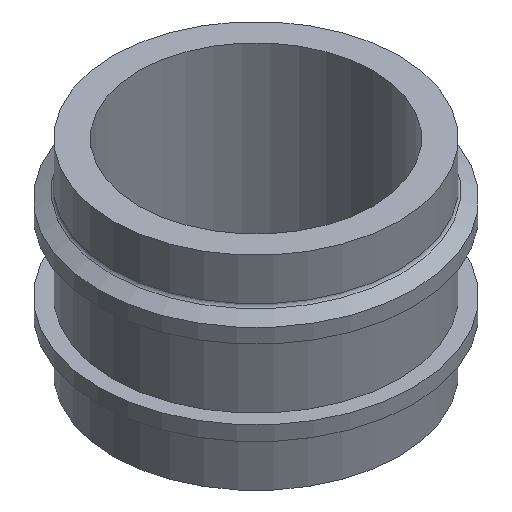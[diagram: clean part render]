
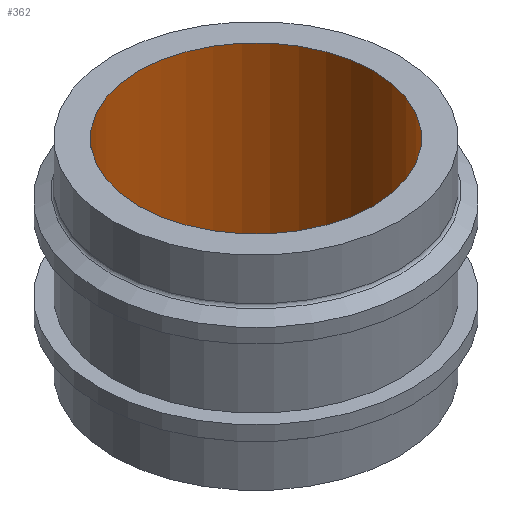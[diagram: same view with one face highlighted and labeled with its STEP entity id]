
A CAD part, isometric view. The second image highlights one B-rep face of the part: STEP entity #362.
In plain terms, the highlighted cylindrical face has radius 102.26 mm (diameter 204.521 mm), a full revolution.
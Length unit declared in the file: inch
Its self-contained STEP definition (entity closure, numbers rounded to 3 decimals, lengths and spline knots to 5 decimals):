
#9 = EDGE_LOOP ( 'NONE', ( #81 ) ) ;
#17 = CARTESIAN_POINT ( 'NONE',  ( 0., 0., 0. ) ) ;
#42 = CIRCLE ( 'NONE', #132, 4.026 ) ;
#77 = DIRECTION ( 'NONE',  ( 0., 0., 1. ) ) ;
#81 = ORIENTED_EDGE ( 'NONE', *, *, #108, .T. ) ;
#92 = CARTESIAN_POINT ( 'NONE',  ( 4.026, 0., -3.5 ) ) ;
#105 = VERTEX_POINT ( 'NONE', #92 ) ;
#108 = EDGE_CURVE ( 'NONE', #191, #191, #346, .T. ) ;
#128 = CARTESIAN_POINT ( 'NONE',  ( 4.026, 0., 3.5 ) ) ;
#132 = AXIS2_PLACEMENT_3D ( 'NONE', #302, #134, #317 ) ;
#134 = DIRECTION ( 'NONE',  ( 0., 0., 1. ) ) ;
#166 = EDGE_LOOP ( 'NONE', ( #368 ) ) ;
#174 = EDGE_CURVE ( 'NONE', #105, #105, #42, .T. ) ;
#191 = VERTEX_POINT ( 'NONE', #128 ) ;
#222 = CARTESIAN_POINT ( 'NONE',  ( 0., 0., 3.5 ) ) ;
#226 = CYLINDRICAL_SURFACE ( 'NONE', #229, 4.026 ) ;
#229 = AXIS2_PLACEMENT_3D ( 'NONE', #17, #77, #366 ) ;
#251 = FACE_OUTER_BOUND ( 'NONE', #9, .T. ) ;
#282 = DIRECTION ( 'NONE',  ( 1., 0., 0. ) ) ;
#288 = FACE_OUTER_BOUND ( 'NONE', #166, .T. ) ;
#302 = CARTESIAN_POINT ( 'NONE',  ( 0., 0., -3.5 ) ) ;
#313 = DIRECTION ( 'NONE',  ( 0., 0., 1. ) ) ;
#317 = DIRECTION ( 'NONE',  ( 1., 0., 0. ) ) ;
#346 = CIRCLE ( 'NONE', #371, 4.026 ) ;
#362 = ADVANCED_FACE ( 'NONE', ( #251, #288 ), #226, .F. ) ;
#366 = DIRECTION ( 'NONE',  ( 1., 0., 0. ) ) ;
#368 = ORIENTED_EDGE ( 'NONE', *, *, #174, .F. ) ;
#371 = AXIS2_PLACEMENT_3D ( 'NONE', #222, #313, #282 ) ;
